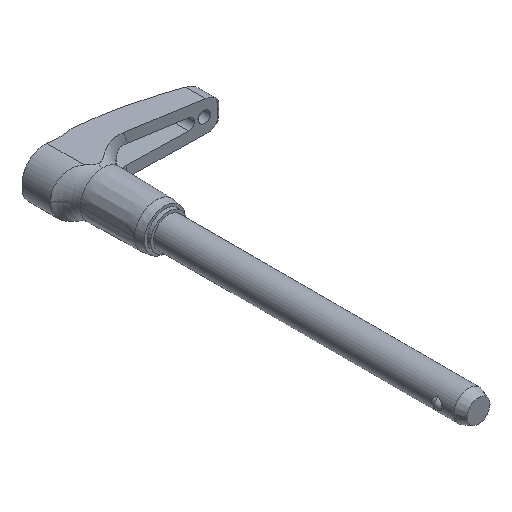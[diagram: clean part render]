
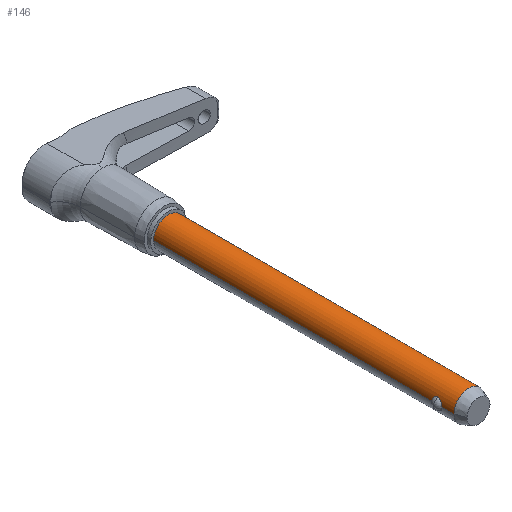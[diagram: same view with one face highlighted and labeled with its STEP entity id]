
A CAD part, isometric view. The second image highlights one B-rep face of the part: STEP entity #146.
In plain terms, the highlighted cylindrical face has radius 3.969 mm (diameter 7.938 mm), a partial arc.
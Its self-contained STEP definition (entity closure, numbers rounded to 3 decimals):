
#146=ADVANCED_FACE('',(#317),#318,.T.);
#317=FACE_OUTER_BOUND('',#509,.T.);
#318=CYLINDRICAL_SURFACE('',#510,3.969);
#509=EDGE_LOOP('',(#882,#883,#884,#885,#886,#887,#888,#889,#890,#891));
#510=AXIS2_PLACEMENT_3D('',#892,#893,#894);
#882=ORIENTED_EDGE('',*,*,#1303,.T.);
#883=ORIENTED_EDGE('',*,*,#1247,.T.);
#884=ORIENTED_EDGE('',*,*,#1245,.T.);
#885=ORIENTED_EDGE('',*,*,#1304,.T.);
#886=ORIENTED_EDGE('',*,*,#1186,.F.);
#887=ORIENTED_EDGE('',*,*,#1305,.T.);
#888=ORIENTED_EDGE('',*,*,#1306,.T.);
#889=ORIENTED_EDGE('',*,*,#1307,.T.);
#890=ORIENTED_EDGE('',*,*,#1308,.T.);
#891=ORIENTED_EDGE('',*,*,#1309,.T.);
#892=CARTESIAN_POINT('',(0.0,-41.021,0.0));
#893=DIRECTION('',(-0.0,1.0,0.0));
#894=DIRECTION('',(1.0,0.0,0.0));
#1186=EDGE_CURVE('',#1429,#1428,#1431,.T.);
#1245=EDGE_CURVE('',#1525,#1527,#1529,.T.);
#1247=EDGE_CURVE('',#1531,#1525,#1532,.T.);
#1303=EDGE_CURVE('',#1606,#1531,#1607,.T.);
#1304=EDGE_CURVE('',#1527,#1428,#1608,.T.);
#1305=EDGE_CURVE('',#1429,#1609,#1610,.T.);
#1306=EDGE_CURVE('',#1609,#1611,#1612,.T.);
#1307=EDGE_CURVE('',#1611,#1613,#1614,.T.);
#1308=EDGE_CURVE('',#1613,#1615,#1616,.T.);
#1309=EDGE_CURVE('',#1615,#1606,#1617,.T.);
#1428=VERTEX_POINT('',#1941);
#1429=VERTEX_POINT('',#1942);
#1431=CIRCLE('',#1944,3.969);
#1525=VERTEX_POINT('',#2259);
#1527=VERTEX_POINT('',#2261);
#1529=B_SPLINE_CURVE_WITH_KNOTS('',3,(#2276,#2277,#2278,#2279,#2280,#2281,#2282,#2283,#2284,#2285,#2286,#2287,#2288,#2289),.UNSPECIFIED.,.F.,.F.,(4,2,2,2,2,2,4),(4.167,4.622,5.077,5.295,5.513,5.882,6.251),.UNSPECIFIED.);
#1531=VERTEX_POINT('',#2291);
#1532=B_SPLINE_CURVE_WITH_KNOTS('',3,(#2292,#2293,#2294,#2295,#2296,#2297,#2298,#2299,#2300,#2301,#2302,#2303,#2304,#2305),.UNSPECIFIED.,.F.,.F.,(4,2,2,2,2,2,4),(2.084,2.453,2.822,3.04,3.257,3.712,4.167),.UNSPECIFIED.);
#1606=VERTEX_POINT('',#2725);
#1607=LINE('',#2726,#2727);
#1608=LINE('',#2728,#2729);
#1609=VERTEX_POINT('',#2730);
#1610=LINE('',#2731,#2732);
#1611=VERTEX_POINT('',#2733);
#1612=B_SPLINE_CURVE_WITH_KNOTS('',3,(#2734,#2735,#2736,#2737,#2738,#2739,#2740,#2741,#2742,#2743,#2744,#2745,#2746,#2747),.UNSPECIFIED.,.F.,.F.,(4,2,2,2,2,2,4),(6.251,6.62,6.989,7.207,7.425,7.88,8.335),.UNSPECIFIED.);
#1613=VERTEX_POINT('',#2748);
#1614=B_SPLINE_CURVE_WITH_KNOTS('',3,(#2749,#2750,#2751,#2752,#2753,#2754,#2755,#2756,#2757,#2758,#2759,#2760,#2761,#2762),.UNSPECIFIED.,.F.,.F.,(4,2,2,2,2,2,4),(0.0,0.455,0.91,1.128,1.345,1.715,2.084),.UNSPECIFIED.);
#1615=VERTEX_POINT('',#2763);
#1616=LINE('',#2764,#2765);
#1617=CIRCLE('',#2766,3.969);
#1941=CARTESIAN_POINT('',(3.969,0.0,0.0));
#1942=CARTESIAN_POINT('',(-3.969,0.0,0.));
#1944=AXIS2_PLACEMENT_3D('',#3010,#3011,#3012);
#2259=CARTESIAN_POINT('',(3.7,-74.983,1.435));
#2261=CARTESIAN_POINT('',(3.969,-73.66,0.));
#2276=CARTESIAN_POINT('',(3.7,-74.983,1.435));
#2277=CARTESIAN_POINT('',(3.7,-74.832,1.435));
#2278=CARTESIAN_POINT('',(3.712,-74.67,1.406));
#2279=CARTESIAN_POINT('',(3.754,-74.372,1.289));
#2280=CARTESIAN_POINT('',(3.784,-74.236,1.201));
#2281=CARTESIAN_POINT('',(3.827,-74.073,1.053));
#2282=CARTESIAN_POINT('',(3.842,-74.02,0.996));
#2283=CARTESIAN_POINT('',(3.872,-73.924,0.873));
#2284=CARTESIAN_POINT('',(3.886,-73.881,0.807));
#2285=CARTESIAN_POINT('',(3.919,-73.788,0.638));
#2286=CARTESIAN_POINT('',(3.937,-73.739,0.514));
#2287=CARTESIAN_POINT('',(3.963,-73.675,0.257));
#2288=CARTESIAN_POINT('',(3.969,-73.66,0.123));
#2289=CARTESIAN_POINT('',(3.969,-73.66,0.));
#2291=CARTESIAN_POINT('',(3.969,-76.307,0.));
#2292=CARTESIAN_POINT('',(3.969,-76.307,0.0));
#2293=CARTESIAN_POINT('',(3.969,-76.307,0.123));
#2294=CARTESIAN_POINT('',(3.963,-76.292,0.257));
#2295=CARTESIAN_POINT('',(3.937,-76.228,0.514));
#2296=CARTESIAN_POINT('',(3.919,-76.178,0.638));
#2297=CARTESIAN_POINT('',(3.886,-76.086,0.807));
#2298=CARTESIAN_POINT('',(3.872,-76.043,0.873));
#2299=CARTESIAN_POINT('',(3.842,-75.947,0.996));
#2300=CARTESIAN_POINT('',(3.827,-75.894,1.053));
#2301=CARTESIAN_POINT('',(3.784,-75.731,1.201));
#2302=CARTESIAN_POINT('',(3.754,-75.594,1.289));
#2303=CARTESIAN_POINT('',(3.712,-75.296,1.406));
#2304=CARTESIAN_POINT('',(3.7,-75.135,1.435));
#2305=CARTESIAN_POINT('',(3.7,-74.983,1.435));
#2725=CARTESIAN_POINT('',(3.969,-79.527,0.0));
#2726=CARTESIAN_POINT('',(3.969,-41.021,0.));
#2727=VECTOR('',#3153,1.0);
#2728=CARTESIAN_POINT('',(3.969,-41.021,0.));
#2729=VECTOR('',#3154,1.0);
#2730=CARTESIAN_POINT('',(-3.969,-73.66,0.));
#2731=CARTESIAN_POINT('',(-3.969,-41.021,0.));
#2732=VECTOR('',#3155,1.0);
#2733=CARTESIAN_POINT('',(-3.7,-74.983,1.435));
#2734=CARTESIAN_POINT('',(-3.969,-73.66,0.));
#2735=CARTESIAN_POINT('',(-3.969,-73.66,0.123));
#2736=CARTESIAN_POINT('',(-3.963,-73.675,0.257));
#2737=CARTESIAN_POINT('',(-3.937,-73.739,0.514));
#2738=CARTESIAN_POINT('',(-3.919,-73.788,0.638));
#2739=CARTESIAN_POINT('',(-3.886,-73.881,0.807));
#2740=CARTESIAN_POINT('',(-3.872,-73.924,0.873));
#2741=CARTESIAN_POINT('',(-3.842,-74.02,0.996));
#2742=CARTESIAN_POINT('',(-3.827,-74.073,1.053));
#2743=CARTESIAN_POINT('',(-3.784,-74.236,1.201));
#2744=CARTESIAN_POINT('',(-3.754,-74.372,1.289));
#2745=CARTESIAN_POINT('',(-3.712,-74.67,1.406));
#2746=CARTESIAN_POINT('',(-3.7,-74.832,1.435));
#2747=CARTESIAN_POINT('',(-3.7,-74.983,1.435));
#2748=CARTESIAN_POINT('',(-3.969,-76.307,0.));
#2749=CARTESIAN_POINT('',(-3.7,-74.983,1.435));
#2750=CARTESIAN_POINT('',(-3.7,-75.135,1.435));
#2751=CARTESIAN_POINT('',(-3.712,-75.296,1.406));
#2752=CARTESIAN_POINT('',(-3.754,-75.594,1.289));
#2753=CARTESIAN_POINT('',(-3.784,-75.731,1.201));
#2754=CARTESIAN_POINT('',(-3.827,-75.894,1.053));
#2755=CARTESIAN_POINT('',(-3.842,-75.947,0.996));
#2756=CARTESIAN_POINT('',(-3.872,-76.043,0.873));
#2757=CARTESIAN_POINT('',(-3.886,-76.086,0.807));
#2758=CARTESIAN_POINT('',(-3.919,-76.178,0.638));
#2759=CARTESIAN_POINT('',(-3.937,-76.228,0.514));
#2760=CARTESIAN_POINT('',(-3.963,-76.292,0.257));
#2761=CARTESIAN_POINT('',(-3.969,-76.307,0.123));
#2762=CARTESIAN_POINT('',(-3.969,-76.307,0.));
#2763=CARTESIAN_POINT('',(-3.969,-79.527,0.));
#2764=CARTESIAN_POINT('',(-3.969,-41.021,0.));
#2765=VECTOR('',#3156,1.0);
#2766=AXIS2_PLACEMENT_3D('',#3157,#3158,#3159);
#3010=CARTESIAN_POINT('',(0.0,0.0,0.0));
#3011=DIRECTION('',(-0.0,1.0,0.0));
#3012=DIRECTION('',(1.0,0.0,0.0));
#3153=DIRECTION('',(0.0,1.0,0.0));
#3154=DIRECTION('',(0.0,1.0,0.0));
#3155=DIRECTION('',(-0.0,-1.0,-0.0));
#3156=DIRECTION('',(-0.0,-1.0,-0.0));
#3157=CARTESIAN_POINT('',(0.0,-79.527,0.0));
#3158=DIRECTION('',(0.,1.0,0.0));
#3159=DIRECTION('',(1.0,0.,0.0));
